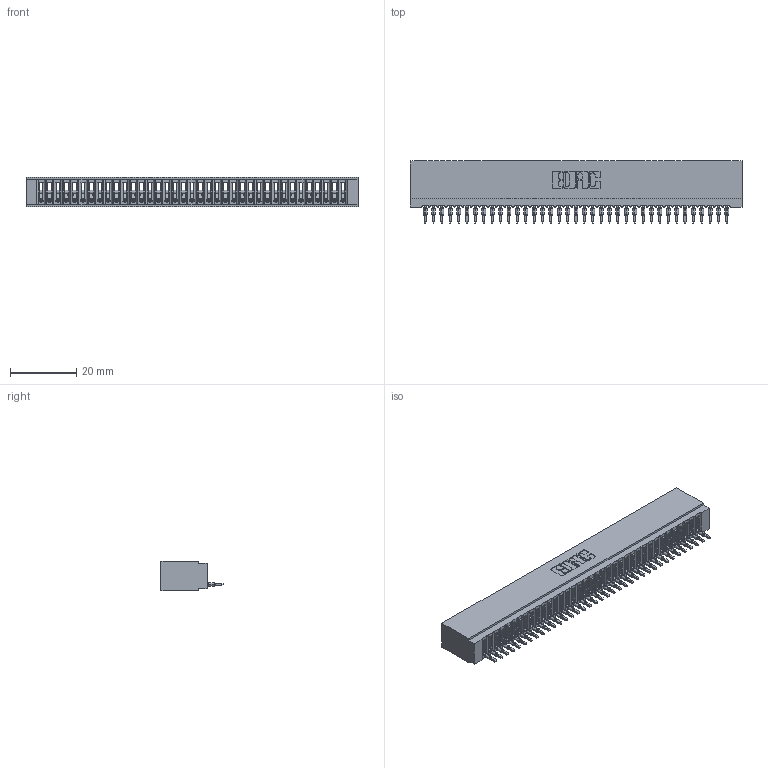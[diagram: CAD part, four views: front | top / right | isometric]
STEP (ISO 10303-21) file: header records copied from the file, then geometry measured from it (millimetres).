
FILE_DESCRIPTION (( 'STEP AP203' ), '1' );
FILE_NAME ('725-037-520-101.STEP', '2026-03-05T22:17:24', ( '' ), ( '' ), 'SwSTEP 2.0', 'SolidWorks 2023', '' );
FILE_SCHEMA (( 'CONFIG_CONTROL_DESIGN' ));
Length unit declared in the file: millimetre
Products named in the file (3): 725 Part_Insulator Option - 01; 745-292-001_520; 725-037-520-101
Assembly tree (38 placements, depth 2):
  725-037-520-101
    725 Part_Insulator Option - 01
    745-292-001_520  x37
Bounding box: 100.58 x 18.8 x 8.89 mm (x, y, z)
Volume: 7599.8 mm3; surface area: 14270.3 mm2
Topology: 38 solids, 38 shells, 4239 faces, 11650 edges, 7346 vertices
Faces by surface type: plane 2534, cylinder 743, bspline 740, torus 222
Entity records: 61753 total; most frequent: CARTESIAN_POINT 11382, ORIENTED_EDGE 10844, DIRECTION 9406, EDGE_CURVE 5422, LINE 5018, VECTOR 5018, VERTEX_POINT 3458, AXIS2_PLACEMENT_3D 2194
